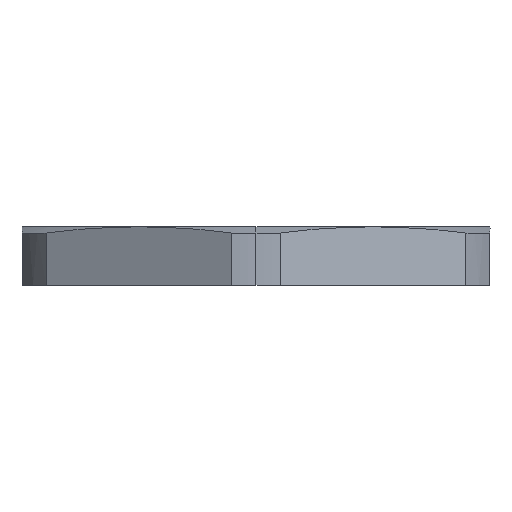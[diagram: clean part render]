
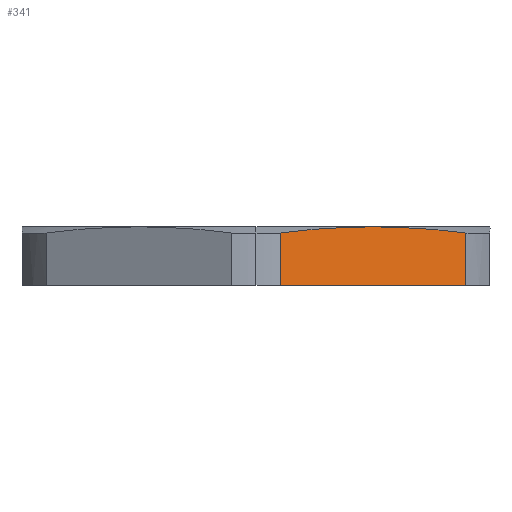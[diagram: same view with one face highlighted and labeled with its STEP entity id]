
A CAD part, front view. The second image highlights one B-rep face of the part: STEP entity #341.
In plain terms, the highlighted planar face has unit normal (0.5, -0.866, 0).
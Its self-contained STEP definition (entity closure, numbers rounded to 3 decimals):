
#310=AXIS2_PLACEMENT_3D('Plane Axis2P3D',#307,#308,#309) ;
#42=CARTESIAN_POINT('Vertex',(18.,2.808,3.)) ;
#56=CARTESIAN_POINT('Vertex',(13.238,0.058,2.678)) ;
#60=CARTESIAN_POINT('Control Point',(18.,2.808,3.)) ;
#61=CARTESIAN_POINT('Control Point',(16.881,2.162,3.)) ;
#62=CARTESIAN_POINT('Control Point',(15.762,1.515,2.95)) ;
#63=CARTESIAN_POINT('Control Point',(14.584,0.836,2.852)) ;
#64=CARTESIAN_POINT('Control Point',(13.238,0.058,2.678)) ;
#292=CARTESIAN_POINT('Vertex',(13.238,0.058,0.)) ;
#295=CARTESIAN_POINT('Line Origine',(13.238,0.058,3.)) ;
#307=CARTESIAN_POINT('Axis2P3D Location',(24.,6.272,0.)) ;
#312=CARTESIAN_POINT('Line Origine',(18.,2.808,0.)) ;
#316=CARTESIAN_POINT('Vertex',(22.762,5.557,0.)) ;
#319=CARTESIAN_POINT('Line Origine',(22.762,5.557,1.339)) ;
#323=CARTESIAN_POINT('Vertex',(22.762,5.557,2.678)) ;
#327=CARTESIAN_POINT('Control Point',(22.762,5.557,2.678)) ;
#328=CARTESIAN_POINT('Control Point',(21.813,5.009,2.801)) ;
#329=CARTESIAN_POINT('Control Point',(20.863,4.46,2.897)) ;
#330=CARTESIAN_POINT('Control Point',(19.909,3.91,2.965)) ;
#331=CARTESIAN_POINT('Control Point',(18.955,3.359,3.)) ;
#332=CARTESIAN_POINT('Control Point',(18.,2.808,3.)) ;
#296=DIRECTION('Vector Direction',(0.,0.,1.)) ;
#308=DIRECTION('Axis2P3D Direction',(-0.5,0.866,0.)) ;
#309=DIRECTION('Axis2P3D XDirection',(0.866,0.5,0.)) ;
#313=DIRECTION('Vector Direction',(-0.866,-0.5,0.)) ;
#320=DIRECTION('Vector Direction',(0.,0.,1.)) ;
#297=VECTOR('Line Direction',#296,1.) ;
#314=VECTOR('Line Direction',#313,1.) ;
#321=VECTOR('Line Direction',#320,1.) ;
#335=ORIENTED_EDGE('',*,*,#65,.T.) ;
#336=ORIENTED_EDGE('',*,*,#299,.T.) ;
#337=ORIENTED_EDGE('',*,*,#318,.F.) ;
#338=ORIENTED_EDGE('',*,*,#325,.T.) ;
#339=ORIENTED_EDGE('',*,*,#333,.T.) ;
#341=ADVANCED_FACE('Schnitt-Rotation1',(#340),#311,.F.) ;
#59=B_SPLINE_CURVE_WITH_KNOTS('',4,(#60,#61,#62,#63,#64),.UNSPECIFIED.,.F.,.U.,(5,5),(0.,43.375),.UNSPECIFIED.) ;
#326=B_SPLINE_CURVE_WITH_KNOTS('',5,(#327,#328,#329,#330,#331,#332),.UNSPECIFIED.,.F.,.U.,(6,6),(0.,7.794),.UNSPECIFIED.) ;
#65=EDGE_CURVE('',#43,#57,#59,.T.) ;
#299=EDGE_CURVE('',#57,#293,#298,.F.) ;
#318=EDGE_CURVE('',#317,#293,#315,.T.) ;
#325=EDGE_CURVE('',#317,#324,#322,.T.) ;
#333=EDGE_CURVE('',#324,#43,#326,.T.) ;
#334=EDGE_LOOP('',(#335,#336,#337,#338,#339)) ;
#340=FACE_OUTER_BOUND('',#334,.T.) ;
#298=LINE('Line',#295,#297) ;
#315=LINE('Line',#312,#314) ;
#322=LINE('Line',#319,#321) ;
#311=PLANE('',#310) ;
#43=VERTEX_POINT('',#42) ;
#57=VERTEX_POINT('',#56) ;
#293=VERTEX_POINT('',#292) ;
#317=VERTEX_POINT('',#316) ;
#324=VERTEX_POINT('',#323) ;
